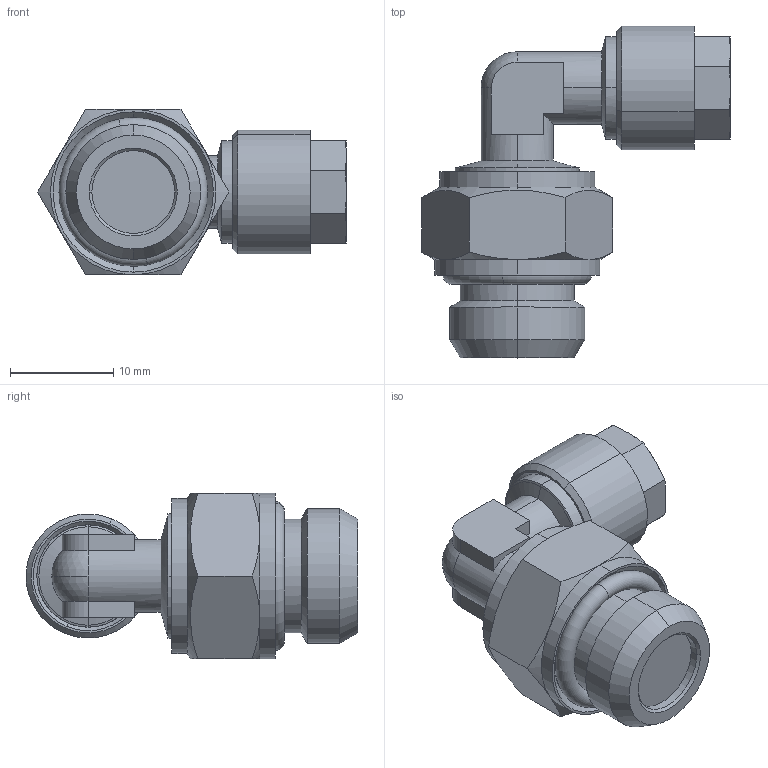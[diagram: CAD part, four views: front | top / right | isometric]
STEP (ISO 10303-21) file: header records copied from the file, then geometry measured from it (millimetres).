
FILE_DESCRIPTION (( 'STEP AP214' ), '1' );
FILE_NAME ('0111500002.step', '2012-09-28T13:23:54', ( '' ), ( '' ), 'SwSTEP 2.0', 'SolidWorks 2012', '' );
FILE_SCHEMA (( 'AUTOMOTIVE_DESIGN' ));
Length unit declared in the file: millimetre
Products named in the file (1): 0111500002
Bounding box: 29.84 x 32.09 x 16 mm (x, y, z)
Volume: 4948.3 mm3; surface area: 2539.6 mm2
Topology: 1 solids, 3 shells, 119 faces, 267 edges, 161 vertices
Faces by surface type: plane 39, cone 37, cylinder 29, torus 12, sphere 2
Entity records: 4764 total; most frequent: CARTESIAN_POINT 762, DIRECTION 588, ORIENTED_EDGE 534, EDGE_CURVE 267, AXIS2_PLACEMENT_3D 243, VERTEX_POINT 161, EDGE_LOOP 126, CIRCLE 123
